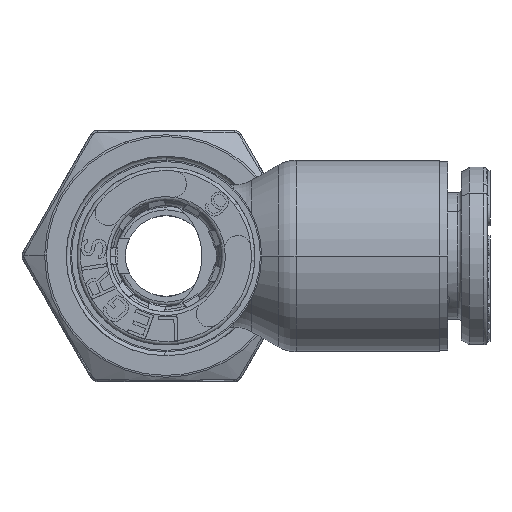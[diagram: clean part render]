
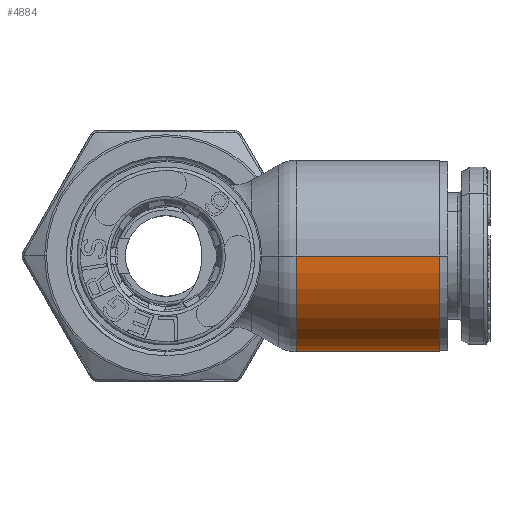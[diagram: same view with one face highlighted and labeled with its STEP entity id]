
A CAD part, left-side view. The second image highlights one B-rep face of the part: STEP entity #4884.
In plain terms, the highlighted cylindrical face has radius 5.325 mm (diameter 10.65 mm), a partial arc.
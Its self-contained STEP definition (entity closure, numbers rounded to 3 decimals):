
#4884=ADVANCED_FACE('',(#10309),#10310,.T.);
#10309=FACE_OUTER_BOUND('',#20901,.T.);
#10310=CYLINDRICAL_SURFACE('',#20902,5.325);
#20901=EDGE_LOOP('',(#36195,#36196,#36197,#36198));
#20902=AXIS2_PLACEMENT_3D('',#36199,#36200,#36201);
#36195=ORIENTED_EDGE('',*,*,#47398,.F.);
#36196=ORIENTED_EDGE('',*,*,#47399,.T.);
#36197=ORIENTED_EDGE('',*,*,#47400,.F.);
#36198=ORIENTED_EDGE('',*,*,#47401,.T.);
#36199=CARTESIAN_POINT('',(0.0,0.76,0.0));
#36200=DIRECTION('',(0.0,1.0,-0.0));
#36201=DIRECTION('',(-1.0,0.0,0.0));
#47398=EDGE_CURVE('',#48733,#57617,#57618,.T.);
#47399=EDGE_CURVE('',#48733,#48735,#57619,.T.);
#47400=EDGE_CURVE('',#57620,#48735,#57621,.T.);
#47401=EDGE_CURVE('',#57620,#57617,#57622,.T.);
#48733=VERTEX_POINT('',#59169);
#48735=VERTEX_POINT('',#59171);
#57617=VERTEX_POINT('',#76471);
#57618=LINE('',#76472,#76473);
#57619=CIRCLE('',#76474,5.325);
#57620=VERTEX_POINT('',#76475);
#57621=LINE('',#76476,#76477);
#57622=CIRCLE('',#76478,5.325);
#59169=CARTESIAN_POINT('',(-5.325,-7.236,0.0));
#59171=CARTESIAN_POINT('',(5.325,-7.236,0.));
#76471=CARTESIAN_POINT('',(-5.325,-15.2,0.0));
#76472=CARTESIAN_POINT('',(-5.325,-11.218,0.));
#76473=VECTOR('',#85238,1.0);
#76474=AXIS2_PLACEMENT_3D('',#85239,#85240,#85241);
#76475=CARTESIAN_POINT('',(5.325,-15.2,0.));
#76476=CARTESIAN_POINT('',(5.325,-11.218,0.));
#76477=VECTOR('',#85242,1.0);
#76478=AXIS2_PLACEMENT_3D('',#85243,#85244,#85245);
#85238=DIRECTION('',(-0.0,-1.0,-0.0));
#85239=CARTESIAN_POINT('',(0.0,-7.236,0.0));
#85240=DIRECTION('',(0.0,-1.0,0.0));
#85241=DIRECTION('',(1.0,0.0,0.0));
#85242=DIRECTION('',(0.0,1.0,-0.0));
#85243=CARTESIAN_POINT('',(0.0,-15.2,0.0));
#85244=DIRECTION('',(-0.0,1.0,0.0));
#85245=DIRECTION('',(1.0,0.0,0.0));
